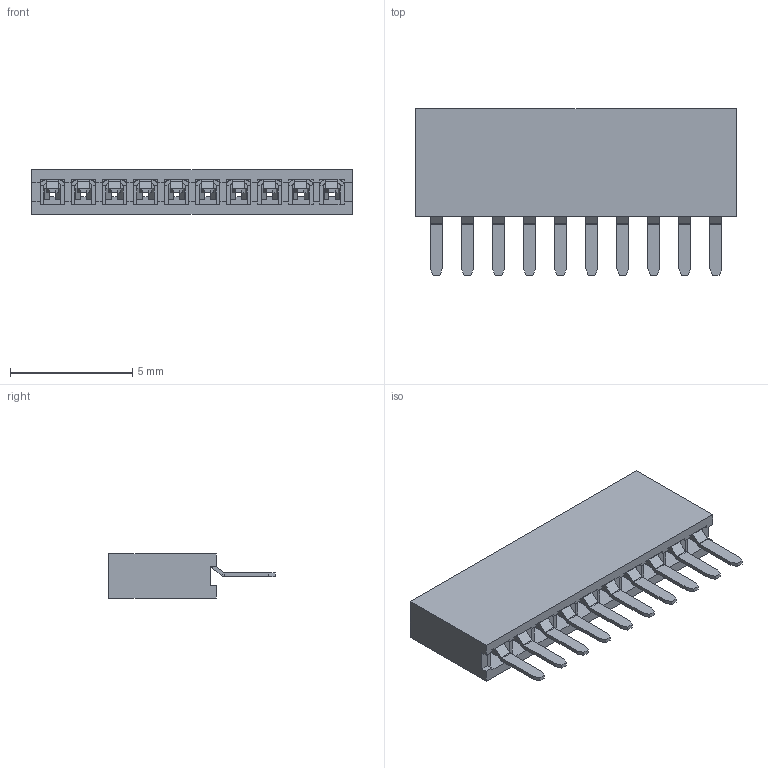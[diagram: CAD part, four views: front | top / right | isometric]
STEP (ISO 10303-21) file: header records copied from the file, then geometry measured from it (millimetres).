
FILE_DESCRIPTION((''),'2;1');
FILE_NAME('M50-3031042_ASM','2016-08-11T',('mperren'),(''),'CREO PARAMETRIC BY PTC INC, 2016050','CREO PARAMETRIC BY PTC INC, 2016050','');
FILE_SCHEMA(('CONFIG_CONTROL_DESIGN'));
Length unit declared in the file: millimetre
Products named in the file (3): M50-30310_MOULD; M50-303_CONTACT; M50-3031042_ASM
Assembly tree (11 placements, depth 2):
  M50-3031042_ASM
    M50-30310_MOULD
    M50-303_CONTACT  x10
Bounding box: 13.1 x 6.8 x 1.8 mm (x, y, z)
Volume: 73.9 mm3; surface area: 534.1 mm2
Topology: 11 solids, 11 shells, 1270 faces, 2944 edges, 1696 vertices
Faces by surface type: plane 930, cylinder 340
Entity records: 10572 total; most frequent: CARTESIAN_POINT 1474, ORIENTED_EDGE 1424, DIRECTION 1360, EDGE_CURVE 712, VECTOR 640, LINE 640, PRESENTATION_STYLE_ASSIGNMENT 574, STYLED_ITEM 574
